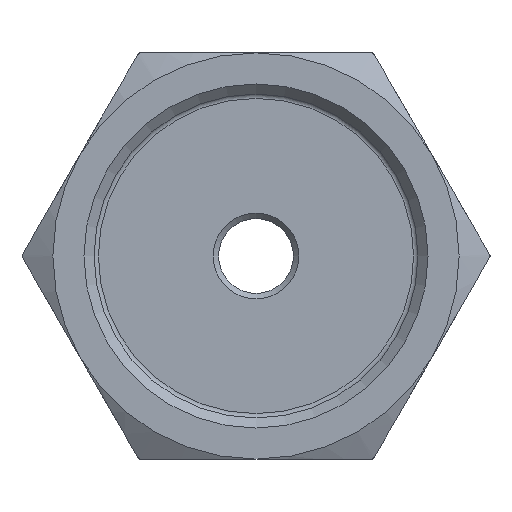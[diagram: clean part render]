
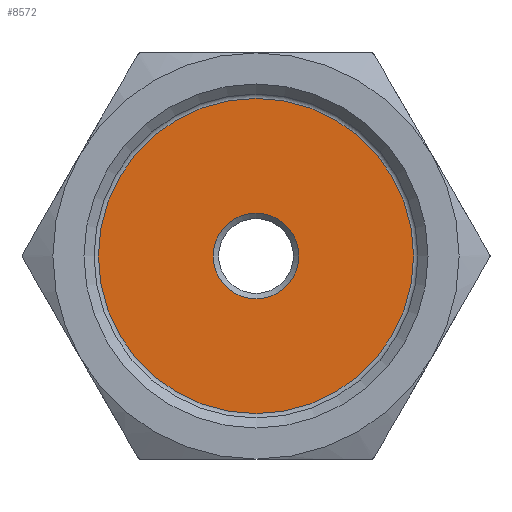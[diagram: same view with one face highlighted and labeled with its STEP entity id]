
A CAD part, left-side view. The second image highlights one B-rep face of the part: STEP entity #8572.
In plain terms, the highlighted planar face has unit normal (-1, 0, 0).
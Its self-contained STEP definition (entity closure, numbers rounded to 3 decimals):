
#3499 = FACE_BOUND ( 'NONE', #8981, .T. ) ;
#3502 = FACE_OUTER_BOUND ( 'NONE', #8983, .T. ) ;
#3507 = PLANE ( 'NONE',  #3639 ) ;
#3527 = DIRECTION ( 'NONE',  ( 0., 1., 0. ) ) ;
#3550 = CARTESIAN_POINT ( 'NONE',  ( 18.2, 0., -15.245 ) ) ;
#3553 = DIRECTION ( 'NONE',  ( 1., 0., 0. ) ) ;
#3639 = AXIS2_PLACEMENT_3D ( 'NONE', #3550, #3553, #3527 ) ;
#3828 = CIRCLE ( 'NONE', #3855, 4. ) ;
#3843 = CIRCLE ( 'NONE', #3868, 14.746 ) ;
#3855 = AXIS2_PLACEMENT_3D ( 'NONE', #5156, #5166, #5165 ) ;
#3868 = AXIS2_PLACEMENT_3D ( 'NONE', #5120, #5139, #5123 ) ;
#5120 = CARTESIAN_POINT ( 'NONE',  ( 18.2, 0., 0. ) ) ;
#5123 = DIRECTION ( 'NONE',  ( 0., 0., 1. ) ) ;
#5139 = DIRECTION ( 'NONE',  ( 1., 0., 0. ) ) ;
#5156 = CARTESIAN_POINT ( 'NONE',  ( 18.2, 0., 0. ) ) ;
#5165 = DIRECTION ( 'NONE',  ( 0., 0., 1. ) ) ;
#5166 = DIRECTION ( 'NONE',  ( -1., 0., 0. ) ) ;
#5213 = VERTEX_POINT ( 'NONE', #5247 ) ;
#5216 = VERTEX_POINT ( 'NONE', #5255 ) ;
#5247 = CARTESIAN_POINT ( 'NONE',  ( 18.2, 0., 14.746 ) ) ;
#5255 = CARTESIAN_POINT ( 'NONE',  ( 18.2, 0., 4. ) ) ;
#8572 = ADVANCED_FACE ( 'NONE', ( #3499, #3502 ), #3507, .F. ) ;
#8766 = EDGE_CURVE ( 'NONE', #5213, #5213, #3843, .T. ) ;
#8780 = EDGE_CURVE ( 'NONE', #5216, #5216, #3828, .T. ) ;
#8823 = ORIENTED_EDGE ( 'NONE', *, *, #8766, .F. ) ;
#8836 = ORIENTED_EDGE ( 'NONE', *, *, #8780, .F. ) ;
#8981 = EDGE_LOOP ( 'NONE', ( #8836 ) ) ;
#8983 = EDGE_LOOP ( 'NONE', ( #8823 ) ) ;
